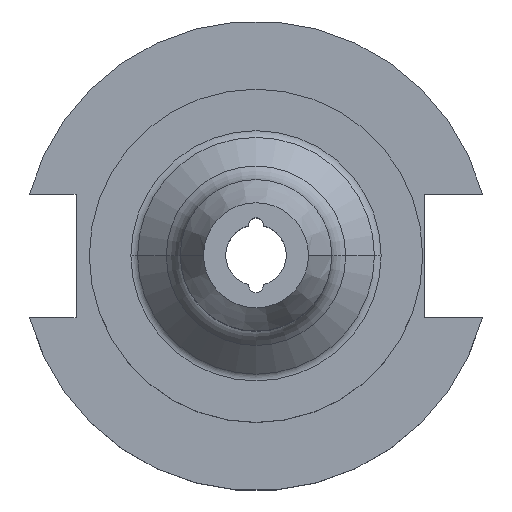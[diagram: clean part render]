
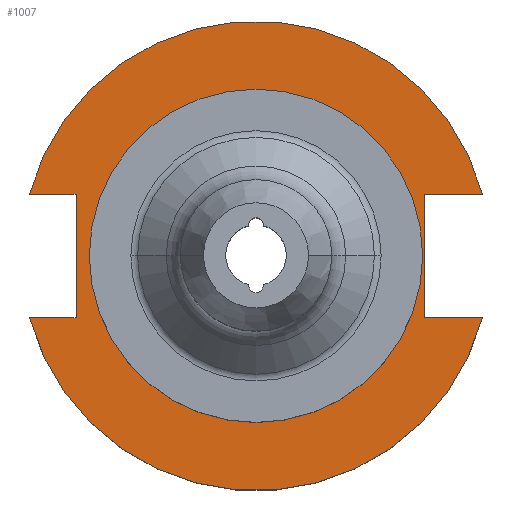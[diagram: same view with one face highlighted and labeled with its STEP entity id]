
A CAD part, top view. The second image highlights one B-rep face of the part: STEP entity #1007.
In plain terms, the highlighted planar face has unit normal (0, 0, 1).
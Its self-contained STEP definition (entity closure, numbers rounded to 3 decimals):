
#3 = ORIENTED_EDGE ( 'NONE', *, *, #1906, .F. ) ;
#13 = VERTEX_POINT ( 'NONE', #1505 ) ;
#25 = VERTEX_POINT ( 'NONE', #1207 ) ;
#33 = VECTOR ( 'NONE', #604, 1000. ) ;
#61 = DIRECTION ( 'NONE',  ( 1., 0., 0. ) ) ;
#69 = FACE_OUTER_BOUND ( 'NONE', #206, .T. ) ;
#120 = ORIENTED_EDGE ( 'NONE', *, *, #175, .F. ) ;
#175 = EDGE_CURVE ( 'NONE', #25, #231, #636, .T. ) ;
#183 = ORIENTED_EDGE ( 'NONE', *, *, #890, .F. ) ;
#192 = ORIENTED_EDGE ( 'NONE', *, *, #537, .T. ) ;
#206 = EDGE_LOOP ( 'NONE', ( #1042, #737, #1423, #1646, #192, #274, #183, #3 ) ) ;
#210 = VERTEX_POINT ( 'NONE', #1422 ) ;
#231 = VERTEX_POINT ( 'NONE', #1715 ) ;
#266 = EDGE_CURVE ( 'NONE', #231, #25, #444, .T. ) ;
#274 = ORIENTED_EDGE ( 'NONE', *, *, #1561, .F. ) ;
#278 = EDGE_CURVE ( 'NONE', #13, #657, #1238, .T. ) ;
#287 = VECTOR ( 'NONE', #777, 1000. ) ;
#326 = PLANE ( 'NONE',  #597 ) ;
#347 = DIRECTION ( 'NONE',  ( 0., 0., 1. ) ) ;
#361 = DIRECTION ( 'NONE',  ( 0., 0., 1. ) ) ;
#424 = FACE_BOUND ( 'NONE', #439, .T. ) ;
#437 = LINE ( 'NONE', #1497, #33 ) ;
#439 = EDGE_LOOP ( 'NONE', ( #120, #1225 ) ) ;
#444 = CIRCLE ( 'NONE', #635, 34.925 ) ;
#537 = EDGE_CURVE ( 'NONE', #1768, #1683, #1124, .T. ) ;
#566 = VECTOR ( 'NONE', #618, 1000. ) ;
#582 = CIRCLE ( 'NONE', #1913, 49.212 ) ;
#597 = AXIS2_PLACEMENT_3D ( 'NONE', #772, #1827, #931 ) ;
#601 = CARTESIAN_POINT ( 'NONE',  ( -47.477, 12.954, 19.05 ) ) ;
#604 = DIRECTION ( 'NONE',  ( 1., 0., 0. ) ) ;
#618 = DIRECTION ( 'NONE',  ( 0., 1., 0. ) ) ;
#630 = CARTESIAN_POINT ( 'NONE',  ( 0., 0., 19.05 ) ) ;
#635 = AXIS2_PLACEMENT_3D ( 'NONE', #1235, #347, #946 ) ;
#636 = CIRCLE ( 'NONE', #1185, 34.925 ) ;
#639 = CARTESIAN_POINT ( 'NONE',  ( 35.306, 12.954, 19.05 ) ) ;
#657 = VERTEX_POINT ( 'NONE', #1817 ) ;
#674 = LINE ( 'NONE', #639, #287 ) ;
#695 = VECTOR ( 'NONE', #1781, 1000. ) ;
#724 = CARTESIAN_POINT ( 'NONE',  ( -63.719, 12.954, 19.05 ) ) ;
#737 = ORIENTED_EDGE ( 'NONE', *, *, #278, .F. ) ;
#772 = CARTESIAN_POINT ( 'NONE',  ( 0., 49.212, 19.05 ) ) ;
#777 = DIRECTION ( 'NONE',  ( 0., -1., 0. ) ) ;
#890 = EDGE_CURVE ( 'NONE', #1204, #210, #1760, .T. ) ;
#931 = DIRECTION ( 'NONE',  ( 1., 0., 0. ) ) ;
#946 = DIRECTION ( 'NONE',  ( 1., 0., 0. ) ) ;
#967 = DIRECTION ( 'NONE',  ( 0., 0., 1. ) ) ;
#1007 = ADVANCED_FACE ( 'NONE', ( #424, #69 ), #326, .T. ) ;
#1021 = DIRECTION ( 'NONE',  ( -1., 0., 0. ) ) ;
#1028 = VECTOR ( 'NONE', #1021, 1000. ) ;
#1042 = ORIENTED_EDGE ( 'NONE', *, *, #1154, .T. ) ;
#1049 = LINE ( 'NONE', #724, #695 ) ;
#1071 = EDGE_CURVE ( 'NONE', #1509, #13, #674, .T. ) ;
#1098 = AXIS2_PLACEMENT_3D ( 'NONE', #1201, #1338, #1658 ) ;
#1124 = CIRCLE ( 'NONE', #1098, 49.212 ) ;
#1154 = EDGE_CURVE ( 'NONE', #1590, #657, #582, .T. ) ;
#1185 = AXIS2_PLACEMENT_3D ( 'NONE', #630, #361, #1416 ) ;
#1201 = CARTESIAN_POINT ( 'NONE',  ( 0., 0., 19.05 ) ) ;
#1204 = VERTEX_POINT ( 'NONE', #1877 ) ;
#1207 = CARTESIAN_POINT ( 'NONE',  ( 34.925, 0., 19.05 ) ) ;
#1225 = ORIENTED_EDGE ( 'NONE', *, *, #266, .F. ) ;
#1235 = CARTESIAN_POINT ( 'NONE',  ( 0., 0., 19.05 ) ) ;
#1238 = LINE ( 'NONE', #1835, #1949 ) ;
#1338 = DIRECTION ( 'NONE',  ( 0., 0., 1. ) ) ;
#1416 = DIRECTION ( 'NONE',  ( 1., 0., 0. ) ) ;
#1422 = CARTESIAN_POINT ( 'NONE',  ( -37.719, 12.954, 19.05 ) ) ;
#1423 = ORIENTED_EDGE ( 'NONE', *, *, #1071, .F. ) ;
#1448 = CARTESIAN_POINT ( 'NONE',  ( 47.477, 12.954, 19.05 ) ) ;
#1497 = CARTESIAN_POINT ( 'NONE',  ( -63.719, -12.954, 19.05 ) ) ;
#1505 = CARTESIAN_POINT ( 'NONE',  ( 35.306, -12.954, 19.05 ) ) ;
#1506 = CARTESIAN_POINT ( 'NONE',  ( -37.719, 12.954, 19.05 ) ) ;
#1509 = VERTEX_POINT ( 'NONE', #1882 ) ;
#1561 = EDGE_CURVE ( 'NONE', #210, #1683, #1049, .T. ) ;
#1590 = VERTEX_POINT ( 'NONE', #1936 ) ;
#1646 = ORIENTED_EDGE ( 'NONE', *, *, #1775, .F. ) ;
#1658 = DIRECTION ( 'NONE',  ( 1., 0., 0. ) ) ;
#1679 = DIRECTION ( 'NONE',  ( 1., 0., 0. ) ) ;
#1683 = VERTEX_POINT ( 'NONE', #601 ) ;
#1715 = CARTESIAN_POINT ( 'NONE',  ( -34.925, 0., 19.05 ) ) ;
#1760 = LINE ( 'NONE', #1506, #566 ) ;
#1767 = CARTESIAN_POINT ( 'NONE',  ( 35.306, 12.954, 19.05 ) ) ;
#1768 = VERTEX_POINT ( 'NONE', #1448 ) ;
#1775 = EDGE_CURVE ( 'NONE', #1768, #1509, #1921, .T. ) ;
#1781 = DIRECTION ( 'NONE',  ( -1., 0., 0. ) ) ;
#1817 = CARTESIAN_POINT ( 'NONE',  ( 47.477, -12.954, 19.05 ) ) ;
#1827 = DIRECTION ( 'NONE',  ( 0., 0., 1. ) ) ;
#1835 = CARTESIAN_POINT ( 'NONE',  ( 35.306, -12.954, 19.05 ) ) ;
#1870 = CARTESIAN_POINT ( 'NONE',  ( 0., 0., 19.05 ) ) ;
#1877 = CARTESIAN_POINT ( 'NONE',  ( -37.719, -12.954, 19.05 ) ) ;
#1882 = CARTESIAN_POINT ( 'NONE',  ( 35.306, 12.954, 19.05 ) ) ;
#1906 = EDGE_CURVE ( 'NONE', #1590, #1204, #437, .T. ) ;
#1913 = AXIS2_PLACEMENT_3D ( 'NONE', #1870, #967, #61 ) ;
#1921 = LINE ( 'NONE', #1767, #1028 ) ;
#1936 = CARTESIAN_POINT ( 'NONE',  ( -47.477, -12.954, 19.05 ) ) ;
#1949 = VECTOR ( 'NONE', #1679, 1000. ) ;
